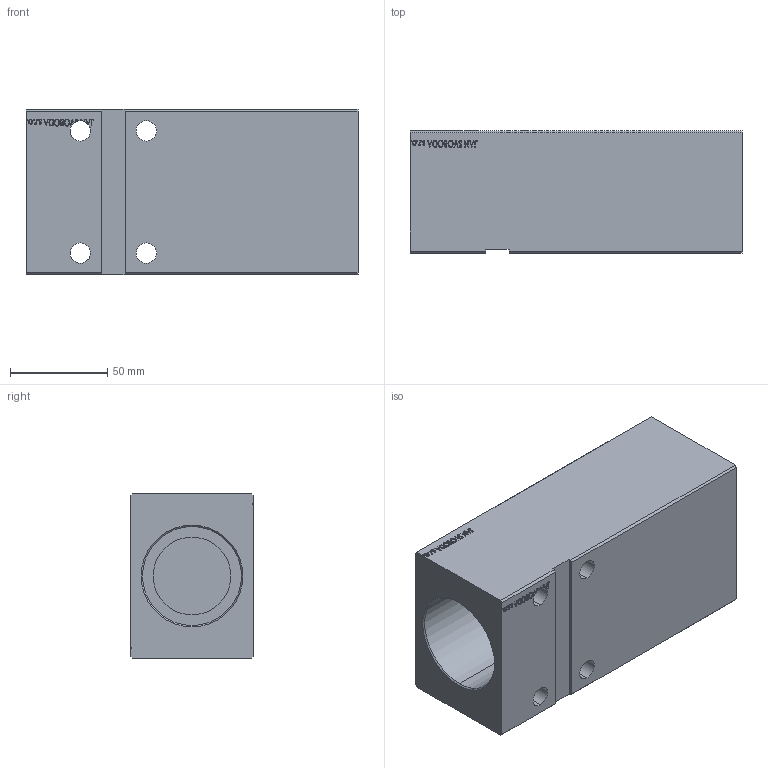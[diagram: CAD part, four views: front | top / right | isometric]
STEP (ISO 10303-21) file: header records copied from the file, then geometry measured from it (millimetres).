
FILE_DESCRIPTION (( 'STEP AP203' ), '1' );
FILE_NAME ('5da3.STEP', '2022-04-07T14:45:55', ( '' ), ( '' ), 'SwSTEP 2.0', 'SolidWorks 2019', '' );
FILE_SCHEMA (( 'CONFIG_CONTROL_DESIGN' ));
Length unit declared in the file: millimetre
Products named in the file (1): 5da3
Bounding box: 171 x 63 x 85 mm (x, y, z)
Volume: 639019.2 mm3; surface area: 91036.8 mm2
Topology: 1 solids, 1 shells, 755 faces, 1990 edges, 1326 vertices
Faces by surface type: plane 375, bspline 364, cylinder 14, cone 2
Entity records: 40059 total; most frequent: CARTESIAN_POINT 23724, ORIENTED_EDGE 3980, DIRECTION 2100, EDGE_CURVE 1990, VERTEX_POINT 1326, VECTOR 1208, LINE 1208, EDGE_LOOP 852
